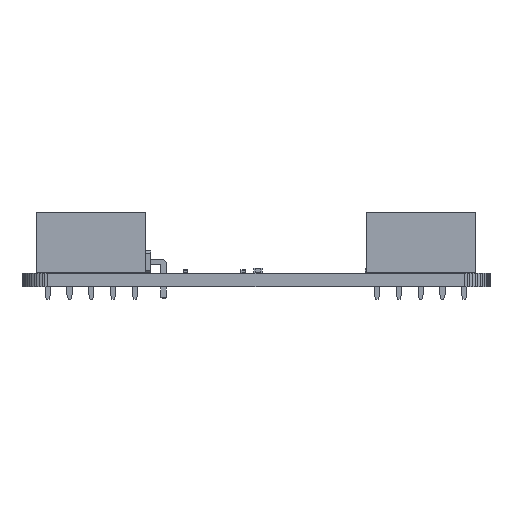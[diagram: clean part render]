
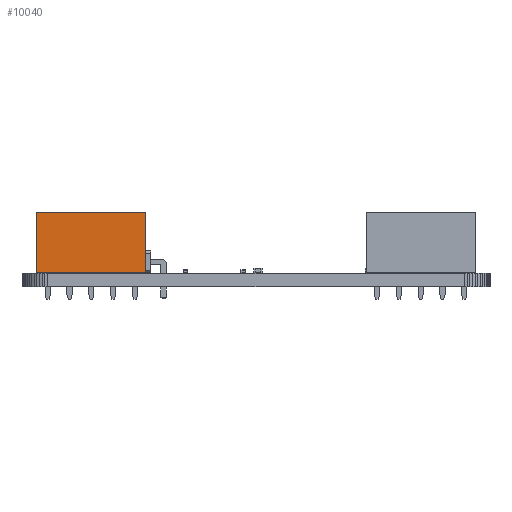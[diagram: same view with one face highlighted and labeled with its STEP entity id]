
A CAD part, front view. The second image highlights one B-rep face of the part: STEP entity #10040.
In plain terms, the highlighted face is planar.
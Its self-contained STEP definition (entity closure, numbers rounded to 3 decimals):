
#7834 = PLANE('',#7835);
#7835 = AXIS2_PLACEMENT_3D('',#7836,#7837,#7838);
#7836 = CARTESIAN_POINT('',(-1.27,-11.43,0.));
#7837 = DIRECTION('',(0.,1.,0.));
#7838 = DIRECTION('',(1.,0.,0.));
#7862 = PLANE('',#7863);
#7863 = AXIS2_PLACEMENT_3D('',#7864,#7865,#7866);
#7864 = CARTESIAN_POINT('',(1.27,-11.43,7.));
#7865 = DIRECTION('',(-0.,0.,-1.));
#7866 = DIRECTION('',(0.,-1.,-0.));
#7890 = PLANE('',#7891);
#7891 = AXIS2_PLACEMENT_3D('',#7892,#7893,#7894);
#7892 = CARTESIAN_POINT('',(1.27,1.27,0.));
#7893 = DIRECTION('',(0.,-1.,0.));
#7894 = DIRECTION('',(-1.,0.,0.));
#7932 = VERTEX_POINT('',#7933);
#7933 = CARTESIAN_POINT('',(-1.27,-11.43,0.));
#7949 = PLANE('',#7950);
#7950 = AXIS2_PLACEMENT_3D('',#7951,#7952,#7953);
#7951 = CARTESIAN_POINT('',(1.27,-11.43,0.));
#7952 = DIRECTION('',(-0.,0.,-1.));
#7953 = DIRECTION('',(0.,-1.,-0.));
#7961 = EDGE_CURVE('',#7932,#7962,#7964,.T.);
#7962 = VERTEX_POINT('',#7963);
#7963 = CARTESIAN_POINT('',(-1.27,-11.43,7.));
#7964 = SURFACE_CURVE('',#7965,(#7969,#7976),.PCURVE_S1.);
#7965 = LINE('',#7966,#7967);
#7966 = CARTESIAN_POINT('',(-1.27,-11.43,0.));
#7967 = VECTOR('',#7968,1.);
#7968 = DIRECTION('',(0.,0.,1.));
#7969 = PCURVE('',#7834,#7970);
#7970 = DEFINITIONAL_REPRESENTATION('',(#7971),#7975);
#7971 = LINE('',#7972,#7973);
#7972 = CARTESIAN_POINT('',(0.,0.));
#7973 = VECTOR('',#7974,1.);
#7974 = DIRECTION('',(0.,-1.));
#7975 = ( GEOMETRIC_REPRESENTATION_CONTEXT(2) 
PARAMETRIC_REPRESENTATION_CONTEXT() REPRESENTATION_CONTEXT('2D SPACE',''
  ) );
#7976 = PCURVE('',#7977,#7982);
#7977 = PLANE('',#7978);
#7978 = AXIS2_PLACEMENT_3D('',#7979,#7980,#7981);
#7979 = CARTESIAN_POINT('',(-1.27,1.27,0.));
#7980 = DIRECTION('',(1.,0.,0.));
#7981 = DIRECTION('',(0.,-1.,0.));
#7982 = DEFINITIONAL_REPRESENTATION('',(#7983),#7987);
#7983 = LINE('',#7984,#7985);
#7984 = CARTESIAN_POINT('',(12.7,0.));
#7985 = VECTOR('',#7986,1.);
#7986 = DIRECTION('',(0.,-1.));
#7987 = ( GEOMETRIC_REPRESENTATION_CONTEXT(2) 
PARAMETRIC_REPRESENTATION_CONTEXT() REPRESENTATION_CONTEXT('2D SPACE',''
  ) );
#8144 = VERTEX_POINT('',#8145);
#8145 = CARTESIAN_POINT('',(-1.27,1.27,7.));
#8166 = EDGE_CURVE('',#8167,#8144,#8169,.T.);
#8167 = VERTEX_POINT('',#8168);
#8168 = CARTESIAN_POINT('',(-1.27,1.27,0.));
#8169 = SURFACE_CURVE('',#8170,(#8174,#8181),.PCURVE_S1.);
#8170 = LINE('',#8171,#8172);
#8171 = CARTESIAN_POINT('',(-1.27,1.27,0.));
#8172 = VECTOR('',#8173,1.);
#8173 = DIRECTION('',(0.,0.,1.));
#8174 = PCURVE('',#7890,#8175);
#8175 = DEFINITIONAL_REPRESENTATION('',(#8176),#8180);
#8176 = LINE('',#8177,#8178);
#8177 = CARTESIAN_POINT('',(2.54,0.));
#8178 = VECTOR('',#8179,1.);
#8179 = DIRECTION('',(0.,-1.));
#8180 = ( GEOMETRIC_REPRESENTATION_CONTEXT(2) 
PARAMETRIC_REPRESENTATION_CONTEXT() REPRESENTATION_CONTEXT('2D SPACE',''
  ) );
#8181 = PCURVE('',#7977,#8182);
#8182 = DEFINITIONAL_REPRESENTATION('',(#8183),#8187);
#8183 = LINE('',#8184,#8185);
#8184 = CARTESIAN_POINT('',(0.,0.));
#8185 = VECTOR('',#8186,1.);
#8186 = DIRECTION('',(0.,-1.));
#8187 = ( GEOMETRIC_REPRESENTATION_CONTEXT(2) 
PARAMETRIC_REPRESENTATION_CONTEXT() REPRESENTATION_CONTEXT('2D SPACE',''
  ) );
#8311 = EDGE_CURVE('',#8144,#7962,#8312,.T.);
#8312 = SURFACE_CURVE('',#8313,(#8317,#8324),.PCURVE_S1.);
#8313 = LINE('',#8314,#8315);
#8314 = CARTESIAN_POINT('',(-1.27,1.27,7.));
#8315 = VECTOR('',#8316,1.);
#8316 = DIRECTION('',(0.,-1.,0.));
#8317 = PCURVE('',#7862,#8318);
#8318 = DEFINITIONAL_REPRESENTATION('',(#8319),#8323);
#8319 = LINE('',#8320,#8321);
#8320 = CARTESIAN_POINT('',(-12.7,2.54));
#8321 = VECTOR('',#8322,1.);
#8322 = DIRECTION('',(1.,0.));
#8323 = ( GEOMETRIC_REPRESENTATION_CONTEXT(2) 
PARAMETRIC_REPRESENTATION_CONTEXT() REPRESENTATION_CONTEXT('2D SPACE',''
  ) );
#8324 = PCURVE('',#7977,#8325);
#8325 = DEFINITIONAL_REPRESENTATION('',(#8326),#8330);
#8326 = LINE('',#8327,#8328);
#8327 = CARTESIAN_POINT('',(0.,-7.));
#8328 = VECTOR('',#8329,1.);
#8329 = DIRECTION('',(1.,0.));
#8330 = ( GEOMETRIC_REPRESENTATION_CONTEXT(2) 
PARAMETRIC_REPRESENTATION_CONTEXT() REPRESENTATION_CONTEXT('2D SPACE',''
  ) );
#8928 = EDGE_CURVE('',#8167,#7932,#8929,.T.);
#8929 = SURFACE_CURVE('',#8930,(#8934,#8941),.PCURVE_S1.);
#8930 = LINE('',#8931,#8932);
#8931 = CARTESIAN_POINT('',(-1.27,1.27,0.));
#8932 = VECTOR('',#8933,1.);
#8933 = DIRECTION('',(0.,-1.,0.));
#8934 = PCURVE('',#7949,#8935);
#8935 = DEFINITIONAL_REPRESENTATION('',(#8936),#8940);
#8936 = LINE('',#8937,#8938);
#8937 = CARTESIAN_POINT('',(-12.7,2.54));
#8938 = VECTOR('',#8939,1.);
#8939 = DIRECTION('',(1.,0.));
#8940 = ( GEOMETRIC_REPRESENTATION_CONTEXT(2) 
PARAMETRIC_REPRESENTATION_CONTEXT() REPRESENTATION_CONTEXT('2D SPACE',''
  ) );
#8941 = PCURVE('',#7977,#8942);
#8942 = DEFINITIONAL_REPRESENTATION('',(#8943),#8947);
#8943 = LINE('',#8944,#8945);
#8944 = CARTESIAN_POINT('',(0.,0.));
#8945 = VECTOR('',#8946,1.);
#8946 = DIRECTION('',(1.,0.));
#8947 = ( GEOMETRIC_REPRESENTATION_CONTEXT(2) 
PARAMETRIC_REPRESENTATION_CONTEXT() REPRESENTATION_CONTEXT('2D SPACE',''
  ) );
#10040 = ADVANCED_FACE('',(#10041),#7977,.F.);
#10041 = FACE_BOUND('',#10042,.F.);
#10042 = EDGE_LOOP('',(#10043,#10044,#10045,#10046));
#10043 = ORIENTED_EDGE('',*,*,#8166,.T.);
#10044 = ORIENTED_EDGE('',*,*,#8311,.T.);
#10045 = ORIENTED_EDGE('',*,*,#7961,.F.);
#10046 = ORIENTED_EDGE('',*,*,#8928,.F.);
